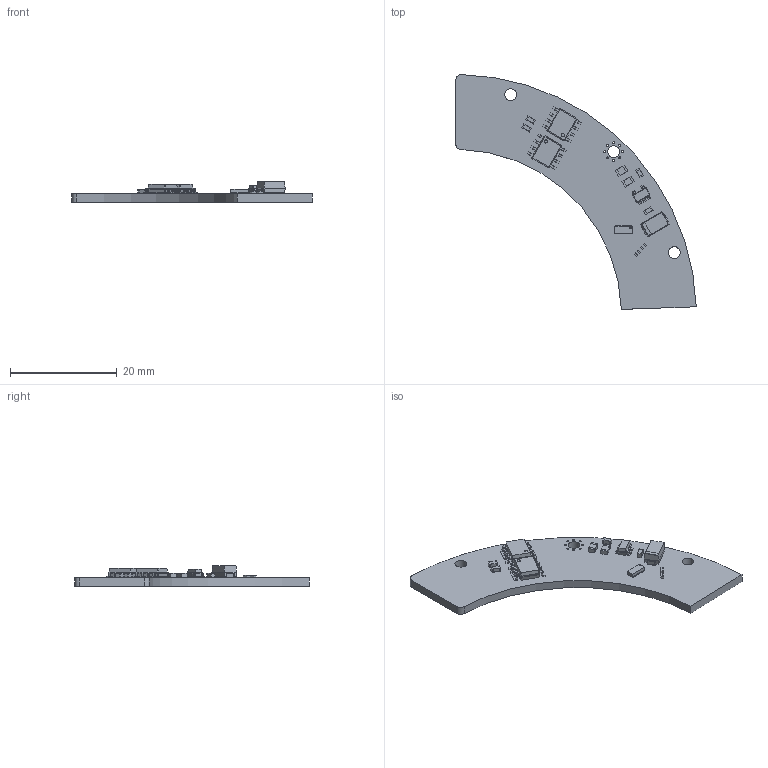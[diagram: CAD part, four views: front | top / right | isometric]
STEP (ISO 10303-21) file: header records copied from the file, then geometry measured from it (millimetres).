
FILE_DESCRIPTION(('KiCad electronic assembly'),'2;1');
FILE_NAME('WolfDrive_encoder_renishaw_adapter.stp','2018-03-10T20:28:52' ,('An Author'),('A Company'),'Open CASCADE STEP processor 6.9', 'KiCad to STEP converter','Unknown');
FILE_SCHEMA(('AUTOMOTIVE_DESIGN { 1 0 10303 214 1 1 1 1 }'));
Length unit declared in the file: millimetre
Products named in the file (16): Open CASCADE STEP translator 6.9 1; SOIC-8_3.9x4.9mm_Pitch1.27mm; SOLID; C_0603; SOT-23-5; D_SMA; C_0805; WSON-16_3.3x1.35_Pitch0.4mm; R_0402; COMPOUND
Assembly tree (21 placements, depth 3):
  Open CASCADE STEP translator 6.9 1
    SOIC-8_3.9x4.9mm_Pitch1.27mm  x2
      SOLID
    C_0603  x4
      SOLID
    SOT-23-5
      SOLID
    D_SMA
      SOLID
    C_0805  x2
      SOLID
    WSON-16_3.3x1.35_Pitch0.4mm
      SOLID
    R_0402  x2
      SOLID
    COMPOUND
Bounding box: 44.97 x 43.91 x 3.87 mm (x, y, z)
Volume: 1391.2 mm3; surface area: 2201.4 mm2
Topology: 14 solids, 14 shells, 815 faces, 2146 edges, 1376 vertices
Faces by surface type: plane 518, cylinder 194, bspline 103
Full cylindrical faces by diameter (mm): 0.25 x1, 0.4 x8, 0.6 x2, 2.2 x3
Entity records: 37829 total; most frequent: CARTESIAN_POINT 6772, DIRECTION 4934, LINE 3454, VECTOR 3454, ORIENTED_EDGE 2754, PCURVE 2754, DEFINITIONAL_REPRESENTATION 2754, EDGE_CURVE 1377
